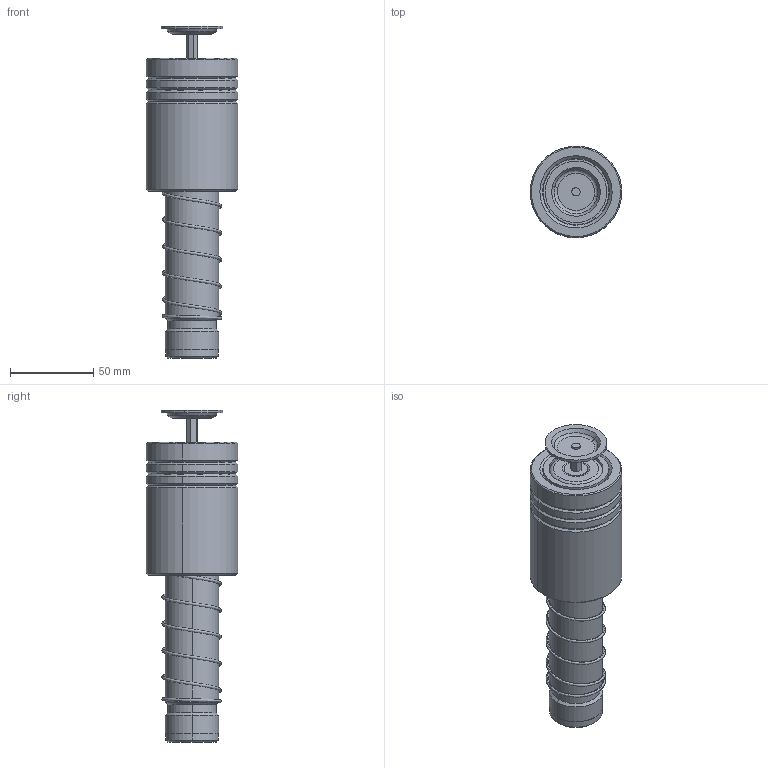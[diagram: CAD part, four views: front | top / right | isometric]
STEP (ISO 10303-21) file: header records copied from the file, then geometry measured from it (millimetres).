
FILE_DESCRIPTION (( 'STEP AP214' ), '1' );
FILE_NAME ('EMJ EMS-D32-L180£¨BL-80£©.STEP', '2021-09-23T05:42:31', ( '' ), ( '' ), 'SwSTEP 2.0', 'SolidWorks 2016', '' );
FILE_SCHEMA (( 'AUTOMOTIVE_DESIGN' ));
Length unit declared in the file: millimetre
Products named in the file (197): BALL-D4; BJ-D39.5-32.5-L75; GTM-37郪蚾; BJ BS-39.5-32.5-L75郪蚾; MGM-D32-L180; EMJ EMS-D32-L180（BL-80）; GTM-37; HWP-D35.7-d32.5-L80; TBB-D55-d40-L80; GTM-M12蹟簽; GTM-3-縐种
Assembly tree (190 placements, depth 3):
  BALL-D4
  BALL-D4
  BALL-D4
  BALL-D4
  BALL-D4
Bounding box: 54.97 x 54.98 x 199.36 mm (x, y, z)
Volume: 261083.3 mm3; surface area: 89266.1 mm2
Topology: 183 solids, 183 shells, 873 faces, 3592 edges, 2385 vertices
Faces by surface type: sphere 704, cylinder 50, plane 41, cone 34, torus 22, bspline 22
Entity records: 42227 total; most frequent: CARTESIAN_POINT 21663, ORIENTED_EDGE 2938, DIRECTION 2576, EDGE_CURVE 1469, AXIS2_PLACEMENT_3D 1210, VERTEX_POINT 957, EDGE_LOOP 878, B_SPLINE_CURVE_WITH_KNOTS 784
